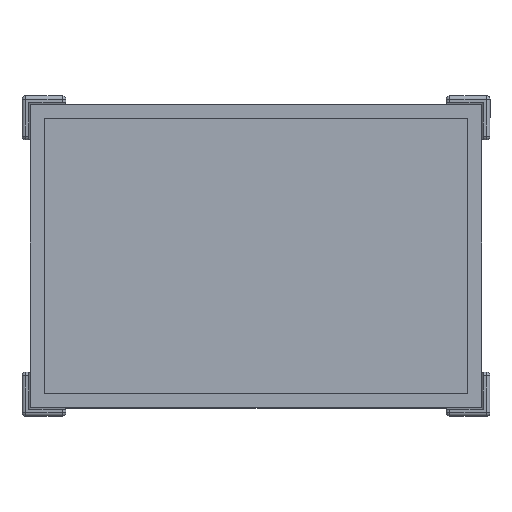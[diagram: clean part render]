
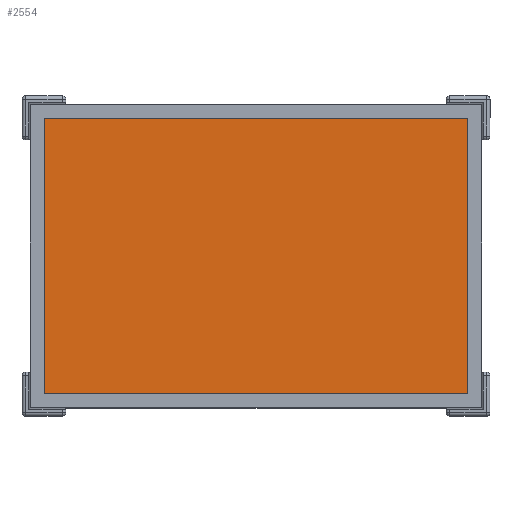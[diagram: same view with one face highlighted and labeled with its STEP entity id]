
A CAD part, top view. The second image highlights one B-rep face of the part: STEP entity #2554.
In plain terms, the highlighted planar face has unit normal (0, 0, 1).
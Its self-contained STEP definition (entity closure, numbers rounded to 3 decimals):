
#144=PLANE('',#2864);
#301=FACE_OUTER_BOUND('',#466,.T.);
#466=EDGE_LOOP('',(#2299,#2300,#2301,#2302));
#681=LINE('',#4436,#901);
#683=LINE('',#4443,#903);
#684=LINE('',#4449,#904);
#685=LINE('',#4455,#905);
#901=VECTOR('',#3628,10.);
#903=VECTOR('',#3636,10.);
#904=VECTOR('',#3645,10.);
#905=VECTOR('',#3654,10.);
#1219=VERTEX_POINT('',#4433);
#1220=VERTEX_POINT('',#4435);
#1222=VERTEX_POINT('',#4441);
#1223=VERTEX_POINT('',#4447);
#1574=EDGE_CURVE('',#1219,#1220,#681,.T.);
#1578=EDGE_CURVE('',#1222,#1219,#683,.T.);
#1581=EDGE_CURVE('',#1223,#1222,#684,.T.);
#1584=EDGE_CURVE('',#1220,#1223,#685,.T.);
#2299=ORIENTED_EDGE('',*,*,#1574,.F.);
#2300=ORIENTED_EDGE('',*,*,#1578,.F.);
#2301=ORIENTED_EDGE('',*,*,#1581,.F.);
#2302=ORIENTED_EDGE('',*,*,#1584,.F.);
#2554=ADVANCED_FACE('',(#301),#144,.T.);
#2864=AXIS2_PLACEMENT_3D('',#4469,#3675,#3676);
#3628=DIRECTION('',(0.,-1.,0.));
#3636=DIRECTION('',(1.,0.,0.));
#3645=DIRECTION('',(0.,1.,0.));
#3654=DIRECTION('',(-1.,0.,0.));
#3675=DIRECTION('center_axis',(0.,0.,1.));
#3676=DIRECTION('ref_axis',(1.,0.,0.));
#4433=CARTESIAN_POINT('',(59.5,38.7,2.));
#4435=CARTESIAN_POINT('',(59.5,-38.7,2.));
#4436=CARTESIAN_POINT('',(59.5,-21.35,2.));
#4441=CARTESIAN_POINT('',(-59.5,38.7,2.));
#4443=CARTESIAN_POINT('',(31.75,38.7,2.));
#4447=CARTESIAN_POINT('',(-59.5,-38.7,2.));
#4449=CARTESIAN_POINT('',(-59.5,21.35,2.));
#4455=CARTESIAN_POINT('',(-31.75,-38.7,2.));
#4469=CARTESIAN_POINT('Origin',(0.,0.,2.));
